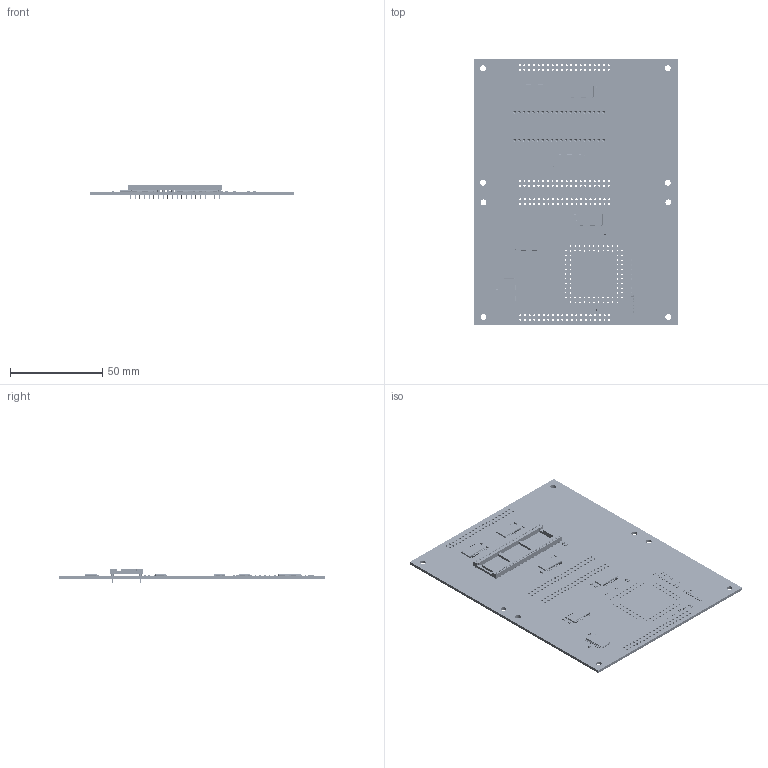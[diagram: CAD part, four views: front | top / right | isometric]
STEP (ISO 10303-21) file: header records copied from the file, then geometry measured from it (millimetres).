
FILE_DESCRIPTION(('KiCad electronic assembly'),'2;1');
FILE_NAME('NEC-DE10.step','2025-01-19T15:24:27',('Pcbnew'),('Kicad'), 'Open CASCADE STEP processor 7.7','KiCad to STEP converter','Unknown' );
FILE_SCHEMA(('AUTOMOTIVE_DESIGN { 1 0 10303 214 1 1 1 1 }'));
Length unit declared in the file: millimetre
Products named in the file (10): NEC-DE10 1; R_0603_1608Metric; C_0603_1608Metric; TSSOP-48_6.1x12.5mm_P0.5mm; TSSOP_48_61x125mm_P05mm; DIP-40_W15.24mm_Socket; DIP_40_W1524mm_Socket; _autosave-NEC-DE10_PCB
Assembly tree (58 placements, depth 3):
  NEC-DE10 1
    R_0603_1608Metric  x28
      R_0603_1608Metric
    C_0603_1608Metric  x18
      C_0603_1608Metric
    TSSOP-48_6.1x12.5mm_P0.5mm  x6
      TSSOP_48_61x125mm_P05mm
    DIP-40_W15.24mm_Socket
      DIP_40_W1524mm_Socket
    _autosave-NEC-DE10_PCB
Bounding box: 110.45 x 144.7 x 7.79 mm (x, y, z)
Volume: 26694 mm3; surface area: 37550.9 mm2
Topology: 54 solids, 54 shells, 6593 faces, 17248 edges, 11002 vertices
Faces by surface type: plane 3975, cylinder 2066, bspline 432, cone 120
Full cylindrical faces by diameter (mm): 0.5 x6, 0.508 x80, 0.8 x124, 1.15 x160, 1.524 x40, 1.724 x40, 3.2 x8
Entity records: 59017 total; most frequent: DIRECTION 8707, CARTESIAN_POINT 8463, ORIENTED_EDGE 7946, EDGE_CURVE 3973, AXIS2_PLACEMENT_3D 3144, VERTEX_POINT 2548, FACE_BOUND 2425, EDGE_LOOP 2425
